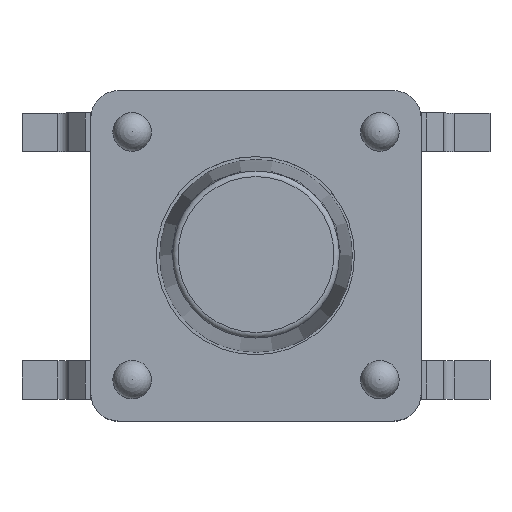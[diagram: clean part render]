
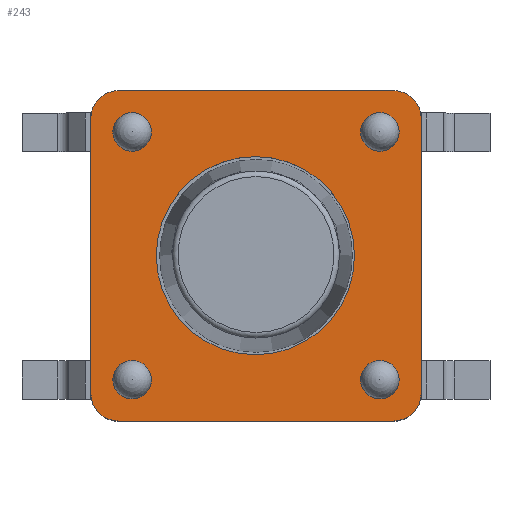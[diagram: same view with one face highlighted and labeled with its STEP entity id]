
A CAD part, top view. The second image highlights one B-rep face of the part: STEP entity #243.
In plain terms, the highlighted planar face has unit normal (0, 0, 1).
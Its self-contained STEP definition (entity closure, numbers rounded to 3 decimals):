
#90 = VERTEX_POINT('',#91);
#91 = CARTESIAN_POINT('',(-2.5,3.,0.3));
#97 = EDGE_CURVE('',#90,#98,#100,.T.);
#98 = VERTEX_POINT('',#99);
#99 = CARTESIAN_POINT('',(2.5,3.,0.3));
#100 = LINE('',#101,#102);
#101 = CARTESIAN_POINT('',(-3.,3.,0.3));
#102 = VECTOR('',#103,1.);
#103 = DIRECTION('',(1.,0.,0.));
#199 = VERTEX_POINT('',#200);
#200 = CARTESIAN_POINT('',(-3.,2.5,0.3));
#206 = EDGE_CURVE('',#90,#199,#207,.T.);
#207 = CIRCLE('',#208,0.5);
#208 = AXIS2_PLACEMENT_3D('',#209,#210,#211);
#209 = CARTESIAN_POINT('',(-2.5,2.5,0.3));
#210 = DIRECTION('',(-0.,0.,1.));
#211 = DIRECTION('',(0.,-1.,0.));
#224 = VERTEX_POINT('',#225);
#225 = CARTESIAN_POINT('',(3.,2.5,0.3));
#231 = EDGE_CURVE('',#98,#224,#232,.T.);
#232 = CIRCLE('',#233,0.5);
#233 = AXIS2_PLACEMENT_3D('',#234,#235,#236);
#234 = CARTESIAN_POINT('',(2.5,2.5,0.3));
#235 = DIRECTION('',(-0.,-0.,-1.));
#236 = DIRECTION('',(0.,-1.,0.));
#243 = ADVANCED_FACE('',(#244,#289),#300,.F.);
#244 = FACE_BOUND('',#245,.F.);
#245 = EDGE_LOOP('',(#246,#247,#248,#256,#265,#273,#282,#288));
#246 = ORIENTED_EDGE('',*,*,#97,.T.);
#247 = ORIENTED_EDGE('',*,*,#231,.T.);
#248 = ORIENTED_EDGE('',*,*,#249,.T.);
#249 = EDGE_CURVE('',#224,#250,#252,.T.);
#250 = VERTEX_POINT('',#251);
#251 = CARTESIAN_POINT('',(3.,-2.5,0.3));
#252 = LINE('',#253,#254);
#253 = CARTESIAN_POINT('',(3.,3.,0.3));
#254 = VECTOR('',#255,1.);
#255 = DIRECTION('',(0.,-1.,0.));
#256 = ORIENTED_EDGE('',*,*,#257,.T.);
#257 = EDGE_CURVE('',#250,#258,#260,.T.);
#258 = VERTEX_POINT('',#259);
#259 = CARTESIAN_POINT('',(2.5,-3.,0.3));
#260 = CIRCLE('',#261,0.5);
#261 = AXIS2_PLACEMENT_3D('',#262,#263,#264);
#262 = CARTESIAN_POINT('',(2.5,-2.5,0.3));
#263 = DIRECTION('',(-0.,-0.,-1.));
#264 = DIRECTION('',(0.,-1.,0.));
#265 = ORIENTED_EDGE('',*,*,#266,.T.);
#266 = EDGE_CURVE('',#258,#267,#269,.T.);
#267 = VERTEX_POINT('',#268);
#268 = CARTESIAN_POINT('',(-2.5,-3.,0.3));
#269 = LINE('',#270,#271);
#270 = CARTESIAN_POINT('',(3.,-3.,0.3));
#271 = VECTOR('',#272,1.);
#272 = DIRECTION('',(-1.,0.,0.));
#273 = ORIENTED_EDGE('',*,*,#274,.T.);
#274 = EDGE_CURVE('',#267,#275,#277,.T.);
#275 = VERTEX_POINT('',#276);
#276 = CARTESIAN_POINT('',(-3.,-2.5,0.3));
#277 = CIRCLE('',#278,0.5);
#278 = AXIS2_PLACEMENT_3D('',#279,#280,#281);
#279 = CARTESIAN_POINT('',(-2.5,-2.5,0.3));
#280 = DIRECTION('',(-0.,-0.,-1.));
#281 = DIRECTION('',(0.,-1.,0.));
#282 = ORIENTED_EDGE('',*,*,#283,.T.);
#283 = EDGE_CURVE('',#275,#199,#284,.T.);
#284 = LINE('',#285,#286);
#285 = CARTESIAN_POINT('',(-3.,-3.,0.3));
#286 = VECTOR('',#287,1.);
#287 = DIRECTION('',(0.,1.,0.));
#288 = ORIENTED_EDGE('',*,*,#206,.F.);
#289 = FACE_BOUND('',#290,.F.);
#290 = EDGE_LOOP('',(#291));
#291 = ORIENTED_EDGE('',*,*,#292,.F.);
#292 = EDGE_CURVE('',#293,#293,#295,.T.);
#293 = VERTEX_POINT('',#294);
#294 = CARTESIAN_POINT('',(1.789,0.003,0.3));
#295 = CIRCLE('',#296,1.8);
#296 = AXIS2_PLACEMENT_3D('',#297,#298,#299);
#297 = CARTESIAN_POINT('',(-0.011,0.003,0.3));
#298 = DIRECTION('',(0.,0.,-1.));
#299 = DIRECTION('',(1.,0.,0.));
#300 = PLANE('',#301);
#301 = AXIS2_PLACEMENT_3D('',#302,#303,#304);
#302 = CARTESIAN_POINT('',(0.,0.,0.3));
#303 = DIRECTION('',(-0.,-0.,-1.));
#304 = DIRECTION('',(-1.,0.,0.));
